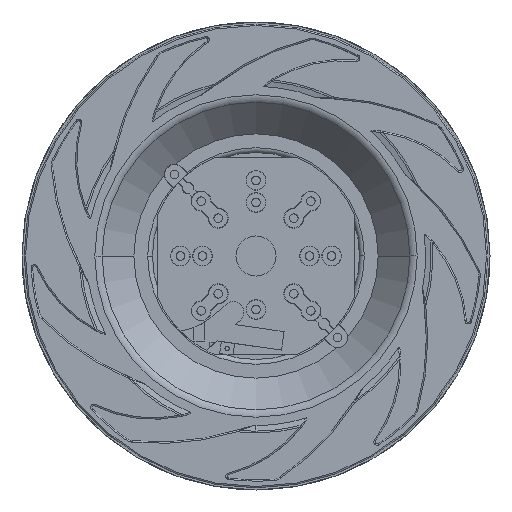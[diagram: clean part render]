
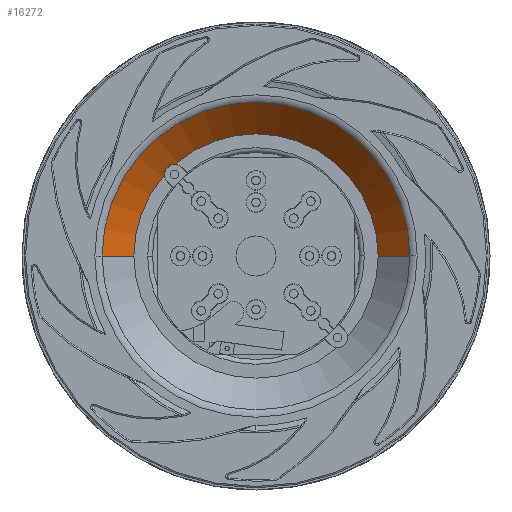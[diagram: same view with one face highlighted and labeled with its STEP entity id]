
A CAD part, front view. The second image highlights one B-rep face of the part: STEP entity #16272.
In plain terms, the highlighted conical face has half-angle 43.708 degrees and reference radius 51.597 mm.
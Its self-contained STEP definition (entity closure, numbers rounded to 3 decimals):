
#427 = CIRCLE ( 'NONE', #32723, 57.536 ) ;
#831 = EDGE_CURVE ( 'NONE', #15449, #31131, #427, .T. ) ;
#1055 = ORIENTED_EDGE ( 'NONE', *, *, #831, .F. ) ;
#1414 = CARTESIAN_POINT ( 'NONE',  ( 0., 6.587, 0. ) ) ;
#1853 = CARTESIAN_POINT ( 'NONE',  ( 57.536, 0.374, 0. ) ) ;
#2246 = DIRECTION ( 'NONE',  ( -0.691, -0.723, 0. ) ) ;
#2584 = FACE_OUTER_BOUND ( 'NONE', #32442, .T. ) ;
#3820 = CARTESIAN_POINT ( 'NONE',  ( -57.536, 0.374, 0. ) ) ;
#4093 = LINE ( 'NONE', #7410, #8316 ) ;
#5347 = EDGE_CURVE ( 'NONE', #19349, #31131, #23725, .T. ) ;
#6217 = DIRECTION ( 'NONE',  ( 0., -1., 0. ) ) ;
#6260 = DIRECTION ( 'NONE',  ( 0., -1., 0. ) ) ;
#6577 = DIRECTION ( 'NONE',  ( -1., 0., 0. ) ) ;
#7410 = CARTESIAN_POINT ( 'NONE',  ( -45.658, 12.8, 0. ) ) ;
#8090 = ORIENTED_EDGE ( 'NONE', *, *, #5347, .T. ) ;
#8316 = VECTOR ( 'NONE', #2246, 1000. ) ;
#8757 = CARTESIAN_POINT ( 'NONE',  ( 45.658, 12.8, 0. ) ) ;
#11070 = EDGE_CURVE ( 'NONE', #17021, #15449, #4093, .T. ) ;
#14322 = CIRCLE ( 'NONE', #26787, 45.658 ) ;
#15449 = VERTEX_POINT ( 'NONE', #3820 ) ;
#16248 = CARTESIAN_POINT ( 'NONE',  ( -45.658, 12.8, 0. ) ) ;
#16272 = ADVANCED_FACE ( 'NONE', ( #2584 ), #19786, .F. ) ;
#16559 = ORIENTED_EDGE ( 'NONE', *, *, #34002, .F. ) ;
#16977 = AXIS2_PLACEMENT_3D ( 'NONE', #1414, #6217, #6577 ) ;
#17021 = VERTEX_POINT ( 'NONE', #16248 ) ;
#17605 = CARTESIAN_POINT ( 'NONE',  ( 45.658, 12.8, 0. ) ) ;
#18414 = DIRECTION ( 'NONE',  ( -1., 0., 0. ) ) ;
#19349 = VERTEX_POINT ( 'NONE', #17605 ) ;
#19786 = CONICAL_SURFACE ( 'NONE', #16977, 51.597, 0.763 ) ;
#22597 = CARTESIAN_POINT ( 'NONE',  ( 0., 12.8, 0. ) ) ;
#22871 = VECTOR ( 'NONE', #30665, 1000. ) ;
#23725 = LINE ( 'NONE', #8757, #22871 ) ;
#26787 = AXIS2_PLACEMENT_3D ( 'NONE', #22597, #6260, #27989 ) ;
#27989 = DIRECTION ( 'NONE',  ( 1., 0., 0. ) ) ;
#30476 = ORIENTED_EDGE ( 'NONE', *, *, #11070, .F. ) ;
#30665 = DIRECTION ( 'NONE',  ( 0.691, -0.723, 0. ) ) ;
#31131 = VERTEX_POINT ( 'NONE', #1853 ) ;
#31644 = CARTESIAN_POINT ( 'NONE',  ( 0., 0.374, 0. ) ) ;
#31763 = DIRECTION ( 'NONE',  ( 0., 1., 0. ) ) ;
#32442 = EDGE_LOOP ( 'NONE', ( #30476, #16559, #8090, #1055 ) ) ;
#32723 = AXIS2_PLACEMENT_3D ( 'NONE', #31644, #31763, #18414 ) ;
#34002 = EDGE_CURVE ( 'NONE', #19349, #17021, #14322, .T. ) ;
